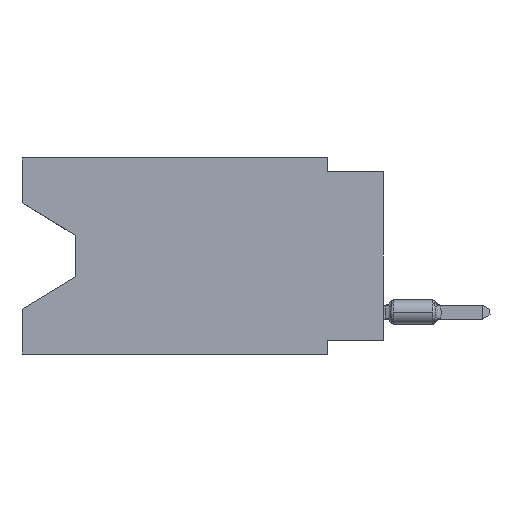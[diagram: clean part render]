
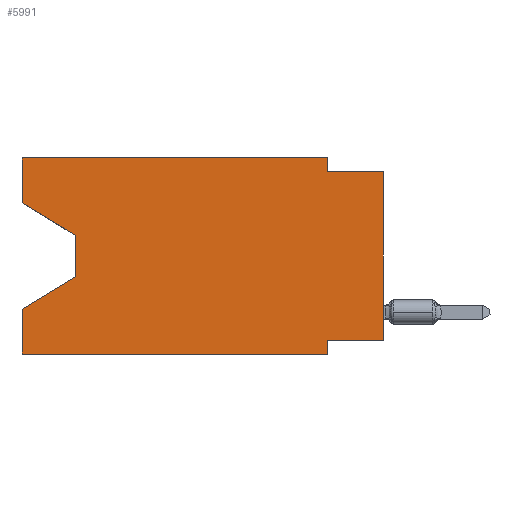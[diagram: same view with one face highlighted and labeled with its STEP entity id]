
A CAD part, left-side view. The second image highlights one B-rep face of the part: STEP entity #5991.
In plain terms, the highlighted planar face has unit normal (-1, 0, 0).
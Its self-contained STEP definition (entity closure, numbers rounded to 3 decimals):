
#542 = EDGE_CURVE ( 'NONE', #8532, #5259, #20143, .T. ) ;
#566 = CARTESIAN_POINT ( 'NONE',  ( 0., 16.383, -2.038 ) ) ;
#663 = DIRECTION ( 'NONE',  ( 1., 0., 0. ) ) ;
#705 = CARTESIAN_POINT ( 'NONE',  ( 0., 16.383, -8.89 ) ) ;
#892 = PLANE ( 'NONE',  #21756 ) ;
#1012 = VECTOR ( 'NONE', #4253, 1000. ) ;
#1166 = CARTESIAN_POINT ( 'NONE',  ( 0., 2.54, -8.89 ) ) ;
#1316 = CARTESIAN_POINT ( 'NONE',  ( 0., 2.54, -8.89 ) ) ;
#1442 = DIRECTION ( 'NONE',  ( 0., 0., -1. ) ) ;
#1494 = ORIENTED_EDGE ( 'NONE', *, *, #21173, .T. ) ;
#1506 = CARTESIAN_POINT ( 'NONE',  ( 0., 16.383, -6.852 ) ) ;
#2360 = DIRECTION ( 'NONE',  ( 0., 1., 0. ) ) ;
#2377 = CARTESIAN_POINT ( 'NONE',  ( 0., 2.54, -8.255 ) ) ;
#2569 = CARTESIAN_POINT ( 'NONE',  ( 0., 16.383, 0. ) ) ;
#2909 = VECTOR ( 'NONE', #17110, 1000. ) ;
#3038 = CARTESIAN_POINT ( 'NONE',  ( 0., 13.97, -5.385 ) ) ;
#3179 = EDGE_CURVE ( 'NONE', #20349, #8532, #5984, .T. ) ;
#3642 = ORIENTED_EDGE ( 'NONE', *, *, #542, .F. ) ;
#3690 = ORIENTED_EDGE ( 'NONE', *, *, #12280, .T. ) ;
#4068 = FACE_OUTER_BOUND ( 'NONE', #17187, .T. ) ;
#4144 = LINE ( 'NONE', #16383, #1012 ) ;
#4253 = DIRECTION ( 'NONE',  ( 0., -0.855, -0.519 ) ) ;
#4975 = CARTESIAN_POINT ( 'NONE',  ( 0., 2.54, 0. ) ) ;
#5174 = DIRECTION ( 'NONE',  ( 0., 0.855, -0.519 ) ) ;
#5259 = VERTEX_POINT ( 'NONE', #1166 ) ;
#5290 = VECTOR ( 'NONE', #6530, 1000. ) ;
#5545 = VECTOR ( 'NONE', #8399, 1000. ) ;
#5563 = DIRECTION ( 'NONE',  ( 0., 0., 1. ) ) ;
#5843 = EDGE_CURVE ( 'NONE', #14460, #18542, #8487, .T. ) ;
#5984 = LINE ( 'NONE', #12902, #7106 ) ;
#5991 = ADVANCED_FACE ( 'NONE', ( #4068 ), #892, .F. ) ;
#6530 = DIRECTION ( 'NONE',  ( 0., 0., -1. ) ) ;
#6947 = CARTESIAN_POINT ( 'NONE',  ( 0., 0., -0.635 ) ) ;
#7106 = VECTOR ( 'NONE', #2360, 1000. ) ;
#7281 = ORIENTED_EDGE ( 'NONE', *, *, #10281, .T. ) ;
#7327 = CARTESIAN_POINT ( 'NONE',  ( 0., 0., -8.255 ) ) ;
#7353 = CARTESIAN_POINT ( 'NONE',  ( 0., 16.383, 0. ) ) ;
#7788 = DIRECTION ( 'NONE',  ( 0., 0., 1. ) ) ;
#7851 = VERTEX_POINT ( 'NONE', #1506 ) ;
#7884 = CARTESIAN_POINT ( 'NONE',  ( 0., 16.383, 0. ) ) ;
#8067 = ORIENTED_EDGE ( 'NONE', *, *, #3179, .F. ) ;
#8399 = DIRECTION ( 'NONE',  ( 0., -1., 0. ) ) ;
#8487 = LINE ( 'NONE', #4975, #2909 ) ;
#8532 = VERTEX_POINT ( 'NONE', #2377 ) ;
#8892 = CARTESIAN_POINT ( 'NONE',  ( 0., 13.97, -5.385 ) ) ;
#9051 = ORIENTED_EDGE ( 'NONE', *, *, #10892, .F. ) ;
#9058 = LINE ( 'NONE', #7353, #12655 ) ;
#9087 = CARTESIAN_POINT ( 'NONE',  ( 0., 2.54, 0. ) ) ;
#9283 = VERTEX_POINT ( 'NONE', #8892 ) ;
#9481 = DIRECTION ( 'NONE',  ( 0., 0., 1. ) ) ;
#9784 = ORIENTED_EDGE ( 'NONE', *, *, #15312, .T. ) ;
#9841 = LINE ( 'NONE', #3038, #16265 ) ;
#10104 = ORIENTED_EDGE ( 'NONE', *, *, #11550, .T. ) ;
#10143 = ORIENTED_EDGE ( 'NONE', *, *, #5843, .F. ) ;
#10281 = EDGE_CURVE ( 'NONE', #9283, #7851, #9841, .T. ) ;
#10646 = EDGE_CURVE ( 'NONE', #21556, #14460, #11292, .T. ) ;
#10892 = EDGE_CURVE ( 'NONE', #18542, #15002, #15916, .T. ) ;
#10972 = ORIENTED_EDGE ( 'NONE', *, *, #14939, .F. ) ;
#11244 = ORIENTED_EDGE ( 'NONE', *, *, #10646, .F. ) ;
#11292 = LINE ( 'NONE', #7884, #13485 ) ;
#11376 = VECTOR ( 'NONE', #9481, 1000. ) ;
#11550 = EDGE_CURVE ( 'NONE', #11656, #9283, #15495, .T. ) ;
#11642 = VECTOR ( 'NONE', #1442, 1000. ) ;
#11656 = VERTEX_POINT ( 'NONE', #15943 ) ;
#12280 = EDGE_CURVE ( 'NONE', #20349, #15002, #15771, .T. ) ;
#12442 = VERTEX_POINT ( 'NONE', #566 ) ;
#12655 = VECTOR ( 'NONE', #7788, 1000. ) ;
#12902 = CARTESIAN_POINT ( 'NONE',  ( 0., 0., -8.255 ) ) ;
#13141 = VECTOR ( 'NONE', #20893, 1000. ) ;
#13485 = VECTOR ( 'NONE', #18547, 1000. ) ;
#14020 = CARTESIAN_POINT ( 'NONE',  ( 0., 16.383, 0. ) ) ;
#14460 = VERTEX_POINT ( 'NONE', #9087 ) ;
#14497 = CARTESIAN_POINT ( 'NONE',  ( 0., 16.383, 0. ) ) ;
#14939 = EDGE_CURVE ( 'NONE', #12442, #21556, #9058, .T. ) ;
#15002 = VERTEX_POINT ( 'NONE', #22173 ) ;
#15274 = CARTESIAN_POINT ( 'NONE',  ( 0., 13.97, -3.505 ) ) ;
#15312 = EDGE_CURVE ( 'NONE', #12442, #11656, #4144, .T. ) ;
#15495 = LINE ( 'NONE', #15274, #11642 ) ;
#15651 = LINE ( 'NONE', #22338, #5545 ) ;
#15676 = VERTEX_POINT ( 'NONE', #705 ) ;
#15771 = LINE ( 'NONE', #17578, #17040 ) ;
#15916 = LINE ( 'NONE', #6947, #13141 ) ;
#15943 = CARTESIAN_POINT ( 'NONE',  ( 0., 13.97, -3.505 ) ) ;
#16265 = VECTOR ( 'NONE', #5174, 1000. ) ;
#16383 = CARTESIAN_POINT ( 'NONE',  ( 0., 16.383, -2.038 ) ) ;
#17040 = VECTOR ( 'NONE', #5563, 1000. ) ;
#17110 = DIRECTION ( 'NONE',  ( 0., 0., -1. ) ) ;
#17187 = EDGE_LOOP ( 'NONE', ( #9784, #10104, #7281, #22026, #1494, #3642, #8067, #3690, #9051, #10143, #11244, #10972 ) ) ;
#17578 = CARTESIAN_POINT ( 'NONE',  ( 0., 0., 0. ) ) ;
#18542 = VERTEX_POINT ( 'NONE', #19760 ) ;
#18547 = DIRECTION ( 'NONE',  ( 0., -1., 0. ) ) ;
#19760 = CARTESIAN_POINT ( 'NONE',  ( 0., 2.54, -0.635 ) ) ;
#19925 = LINE ( 'NONE', #2569, #11376 ) ;
#20143 = LINE ( 'NONE', #1316, #5290 ) ;
#20349 = VERTEX_POINT ( 'NONE', #7327 ) ;
#20893 = DIRECTION ( 'NONE',  ( 0., -1., 0. ) ) ;
#21058 = DIRECTION ( 'NONE',  ( 0., 0., -1. ) ) ;
#21173 = EDGE_CURVE ( 'NONE', #15676, #5259, #15651, .T. ) ;
#21556 = VERTEX_POINT ( 'NONE', #14020 ) ;
#21721 = EDGE_CURVE ( 'NONE', #15676, #7851, #19925, .T. ) ;
#21756 = AXIS2_PLACEMENT_3D ( 'NONE', #14497, #663, #21058 ) ;
#22026 = ORIENTED_EDGE ( 'NONE', *, *, #21721, .F. ) ;
#22173 = CARTESIAN_POINT ( 'NONE',  ( 0., 0., -0.635 ) ) ;
#22338 = CARTESIAN_POINT ( 'NONE',  ( 0., 16.383, -8.89 ) ) ;
